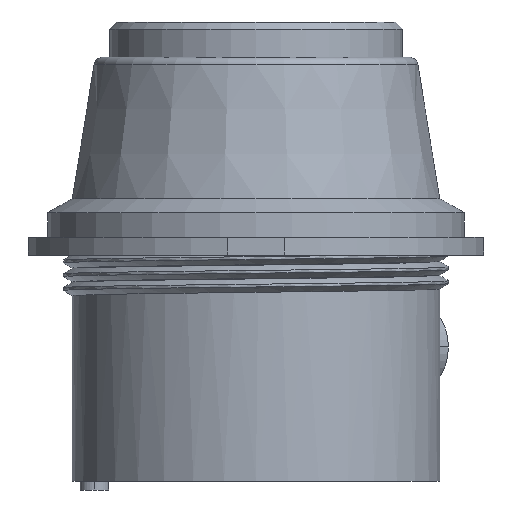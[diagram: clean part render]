
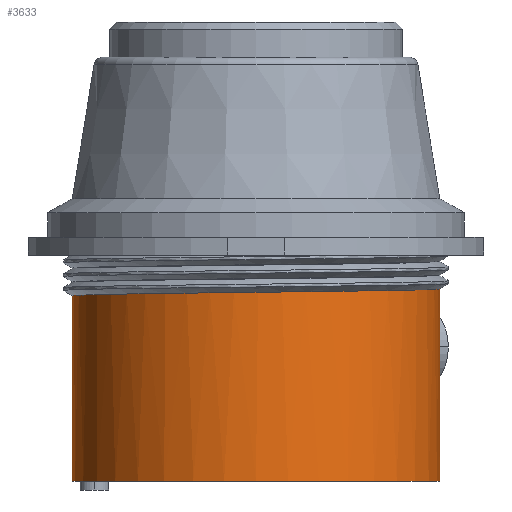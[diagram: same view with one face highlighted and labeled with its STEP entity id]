
A CAD part, left-side view. The second image highlights one B-rep face of the part: STEP entity #3633.
In plain terms, the highlighted cylindrical face has radius 13.208 mm (diameter 26.416 mm), a partial arc.
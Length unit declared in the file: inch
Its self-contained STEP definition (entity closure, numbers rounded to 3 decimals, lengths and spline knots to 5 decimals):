
#1=CARTESIAN_POINT('',(0.,0.,-1.3));
#2=DIRECTION('',(0.,0.,1.));
#3=DIRECTION('',(0.,1.,0.));
#4=AXIS2_PLACEMENT_3D('',#1,#2,#3);
#31=CARTESIAN_POINT('',(0.,0.52,
-0.77502));
#32=CARTESIAN_POINT('',(-0.02587,0.52,
-0.77471));
#33=CARTESIAN_POINT('',(-0.07766,0.51613,
-0.7741));
#34=CARTESIAN_POINT('',(-0.15372,0.4988,
-0.77317));
#35=CARTESIAN_POINT('',(-0.2264,0.47027,
-0.77224));
#36=CARTESIAN_POINT('',(-0.29365,0.43149,
-0.77131));
#37=CARTESIAN_POINT('',(-0.35479,0.38283,
-0.77038));
#38=CARTESIAN_POINT('',(-0.40794,0.3256,
-0.76945));
#39=CARTESIAN_POINT('',(-0.45193,0.26113,
-0.76852));
#40=CARTESIAN_POINT('',(-0.48578,0.19089,
-0.7676));
#41=CARTESIAN_POINT('',(-0.5088,0.11638,
-0.76667));
#42=CARTESIAN_POINT('',(-0.52047,0.03925,
-0.76574));
#43=CARTESIAN_POINT('',(-0.5205,-0.03876,
-0.76481));
#44=CARTESIAN_POINT('',(-0.50891,-0.11589,
-0.76388));
#45=CARTESIAN_POINT('',(-0.48596,-0.19043,
-0.76295));
#46=CARTESIAN_POINT('',(-0.45215,-0.26073,
-0.76203));
#47=CARTESIAN_POINT('',(-0.40824,-0.3252,
-0.7611));
#48=CARTESIAN_POINT('',(-0.35526,-0.38238,
-0.76017));
#49=CARTESIAN_POINT('',(-0.29425,-0.43108,
-0.75924));
#50=CARTESIAN_POINT('',(-0.22696,-0.47001,
-0.75831));
#51=CARTESIAN_POINT('',(-0.15411,-0.49869,
-0.75738));
#52=CARTESIAN_POINT('',(-0.07781,-0.51612,
-0.75645));
#53=CARTESIAN_POINT('',(-0.02592,-0.52,
-0.75583));
#54=CARTESIAN_POINT('',(0.,-0.52,
-0.75552));
#2133=DIRECTION('',(0.,0.,-1.));
#2134=VECTOR('',#2133,0.52498);
#2135=CARTESIAN_POINT('',(0.,0.52,
-0.77502));
#2136=LINE('',#2135,#2134);
#2137=DIRECTION('',(0.,0.,1.));
#2138=VECTOR('',#2137,0.54448);
#2139=CARTESIAN_POINT('',(0.,-0.52,-1.3));
#2140=LINE('',#2139,#2138);
#2900=VERTEX_POINT('',#31);
#2901=VERTEX_POINT('',#54);
#2902=CARTESIAN_POINT('',(0.,-0.52,-1.3));
#2903=VERTEX_POINT('',#2902);
#2904=CARTESIAN_POINT('',(0.,0.52,-1.3));
#2905=VERTEX_POINT('',#2904);
#3619=CARTESIAN_POINT('',(0.,0.,-0.74463));
#3620=DIRECTION('',(0.,0.,-1.));
#3621=DIRECTION('',(0.,-1.,0.));
#3622=AXIS2_PLACEMENT_3D('',#3619,#3620,#3621);
#3623=CYLINDRICAL_SURFACE('',#3622,0.52);
#3625=ORIENTED_EDGE('',*,*,#3624,.T.);
#3627=ORIENTED_EDGE('',*,*,#3626,.F.);
#3628=ORIENTED_EDGE('',*,*,#3600,.F.);
#3630=ORIENTED_EDGE('',*,*,#3629,.F.);
#3631=EDGE_LOOP('',(#3625,#3627,#3628,#3630));
#3632=FACE_OUTER_BOUND('',#3631,.F.);
#3633=ADVANCED_FACE('',(#3632),#3623,.T.);
#5=CIRCLE('',#4,0.52);
#55=B_SPLINE_CURVE_WITH_KNOTS('',3,(#31,#32,#33,#34,#35,#36,#37,#38,#39,#40,#41,
#42,#43,#44,#45,#46,#47,#48,#49,#50,#51,#52,#53,#54),.UNSPECIFIED.,.F.,.F.,(4,1,
1,1,1,1,1,1,1,1,1,1,1,1,1,1,1,1,1,1,1,4),(0.,0.04762,
0.09524,0.14286,0.19048,0.2381,
0.28571,0.33333,0.38095,0.42857,
0.47619,0.52381,0.57143,0.61905,
0.66667,0.71429,0.7619,0.80952,
0.85714,0.90476,0.95238,1.),.UNSPECIFIED.);
#3600=EDGE_CURVE('',#2905,#2903,#5,.T.);
#3624=EDGE_CURVE('',#2900,#2901,#55,.T.);
#3626=EDGE_CURVE('',#2903,#2901,#2140,.T.);
#3629=EDGE_CURVE('',#2900,#2905,#2136,.T.);
